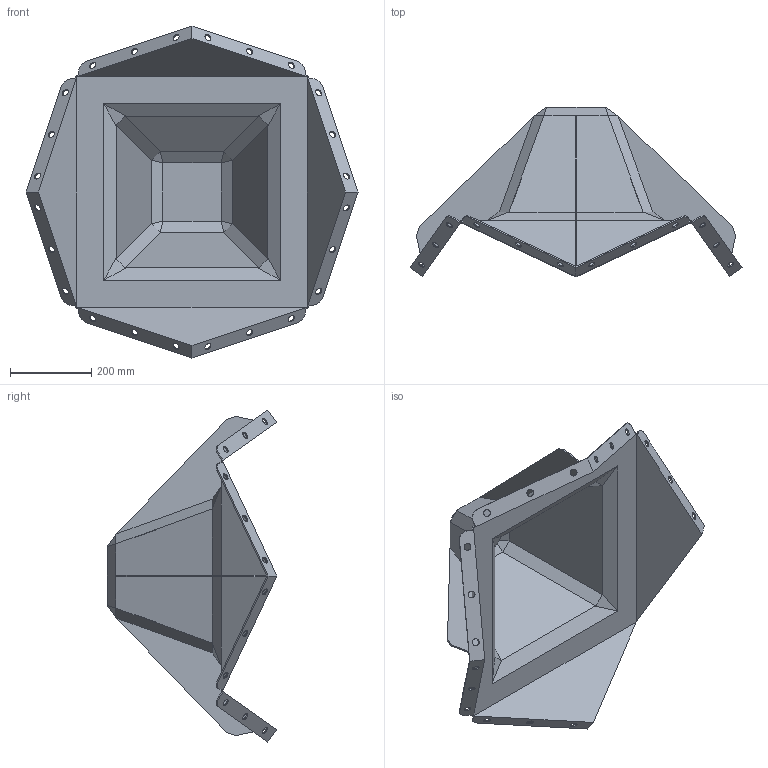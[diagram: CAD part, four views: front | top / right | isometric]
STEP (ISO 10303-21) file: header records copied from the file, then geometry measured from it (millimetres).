
FILE_DESCRIPTION(('FreeCAD Model'),'2;1');
FILE_NAME('Open CASCADE Shape Model','2025-05-05T09:33:42',('FreeCAD'),( 'FreeCAD'),'Open CASCADE STEP processor 7.6','FreeCAD','Unknown');
FILE_SCHEMA(('AUTOMOTIVE_DESIGN { 1 0 10303 214 1 1 1 1 }'));
Length unit declared in the file: millimetre
Products named in the file (1): Open CASCADE STEP translator 7.6 1
Bounding box: 819.06 x 418.16 x 819.06 mm (x, y, z)
Volume: 3097941.4 mm3; surface area: 1830529.4 mm2
Topology: 1 solids, 1 shells, 159 faces, 420 edges, 264 vertices
Faces by surface type: bspline 159
Entity records: 4948 total; most frequent: CARTESIAN_POINT 2349, ORIENTED_EDGE 840, EDGE_CURVE 420, B_SPLINE_CURVE_WITH_KNOTS 356, VERTEX_POINT 264, FACE_BOUND 208, EDGE_LOOP 208, ADVANCED_FACE 159
